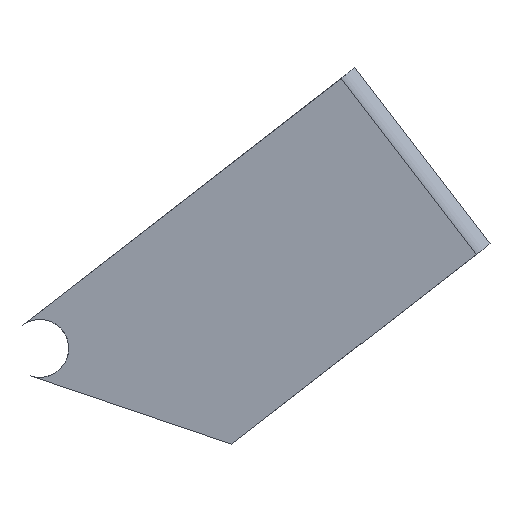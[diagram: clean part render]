
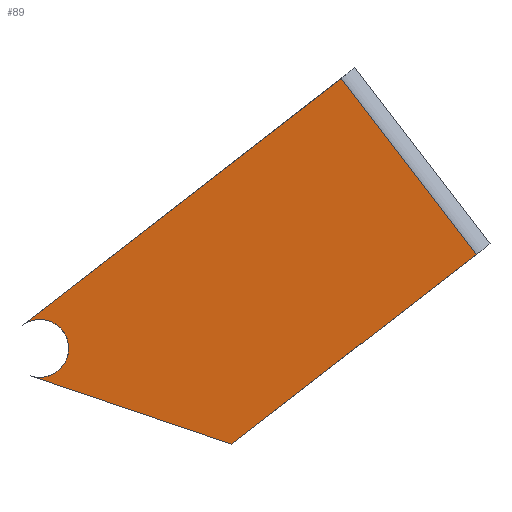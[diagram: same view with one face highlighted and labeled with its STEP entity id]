
A CAD part, front view. The second image highlights one B-rep face of the part: STEP entity #89.
In plain terms, the highlighted planar face has unit normal (-0.087, -0.996, 0).
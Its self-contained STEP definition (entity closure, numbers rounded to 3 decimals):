
#22 = VERTEX_POINT('',#23);
#23 = CARTESIAN_POINT('',(7312.619,-639.771,
    -3138.901));
#32 = EDGE_CURVE('',#33,#22,#35,.T.);
#33 = VERTEX_POINT('',#34);
#34 = CARTESIAN_POINT('',(7058.912,-617.575,
    -3335.43));
#35 = LINE('',#36,#37);
#36 = CARTESIAN_POINT('',(7478.093,-654.248,
    -3010.72));
#37 = VECTOR('',#38,1.);
#38 = DIRECTION('',(0.789,-0.069,0.611));
#62 = EDGE_CURVE('',#33,#63,#65,.T.);
#63 = VERTEX_POINT('',#64);
#64 = CARTESIAN_POINT('',(6850.678,-599.357,
    -3264.677));
#65 = LINE('',#66,#67);
#66 = CARTESIAN_POINT('',(4822.845,-421.944,
    -2575.666));
#67 = VECTOR('',#68,1.);
#68 = DIRECTION('',(-0.944,0.083,0.321));
#89 = ADVANCED_FACE('',(#90),#126,.F.);
#90 = FACE_BOUND('',#91,.T.);
#91 = EDGE_LOOP('',(#92,#100,#108,#117,#124,#125));
#92 = ORIENTED_EDGE('',*,*,#93,.F.);
#93 = EDGE_CURVE('',#94,#22,#96,.T.);
#94 = VERTEX_POINT('',#95);
#95 = CARTESIAN_POINT('',(7172.44,-627.507,
    -2956.554));
#96 = LINE('',#97,#98);
#97 = CARTESIAN_POINT('',(7228.327,-632.397,
    -3029.253));
#98 = VECTOR('',#99,1.);
#99 = DIRECTION('',(0.609,-0.053,-0.792)
  );
#100 = ORIENTED_EDGE('',*,*,#101,.T.);
#101 = EDGE_CURVE('',#94,#102,#104,.T.);
#102 = VERTEX_POINT('',#103);
#103 = CARTESIAN_POINT('',(6841.958,-598.594,
    -3212.555));
#104 = LINE('',#105,#106);
#105 = CARTESIAN_POINT('',(7335.019,-641.731,
    -2830.615));
#106 = VECTOR('',#107,1.);
#107 = DIRECTION('',(-0.789,0.069,-0.611)
  );
#108 = ORIENTED_EDGE('',*,*,#109,.F.);
#109 = EDGE_CURVE('',#110,#102,#112,.T.);
#110 = VERTEX_POINT('',#111);
#111 = CARTESIAN_POINT('',(6890.329,-602.826,
    -3236.272));
#112 = ELLIPSE('',#113,30.115,30.);
#113 = AXIS2_PLACEMENT_3D('',#114,#115,#116);
#114 = CARTESIAN_POINT('',(6860.329,-600.201,
    -3236.272));
#115 = DIRECTION('',(-0.087,-0.996,-0.));
#116 = DIRECTION('',(-0.996,0.087,0.));
#117 = ORIENTED_EDGE('',*,*,#118,.F.);
#118 = EDGE_CURVE('',#63,#110,#119,.T.);
#119 = ELLIPSE('',#120,30.115,30.);
#120 = AXIS2_PLACEMENT_3D('',#121,#122,#123);
#121 = CARTESIAN_POINT('',(6860.329,-600.201,
    -3236.272));
#122 = DIRECTION('',(-0.087,-0.996,-0.));
#123 = DIRECTION('',(-0.996,0.087,0.));
#124 = ORIENTED_EDGE('',*,*,#62,.F.);
#125 = ORIENTED_EDGE('',*,*,#32,.T.);
#126 = PLANE('',#127);
#127 = AXIS2_PLACEMENT_3D('',#128,#129,#130);
#128 = CARTESIAN_POINT('',(7639.702,-668.387,
    -2708.443));
#129 = DIRECTION('',(0.087,0.996,0.));
#130 = DIRECTION('',(0.,0.,-1.));
